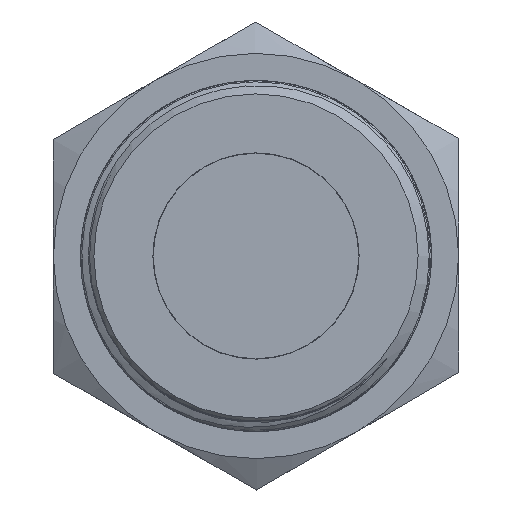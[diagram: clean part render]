
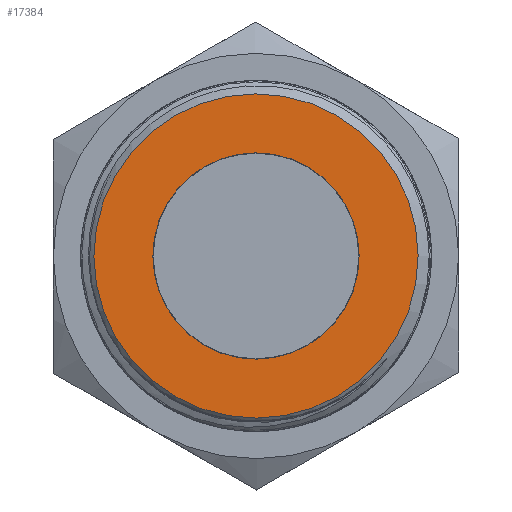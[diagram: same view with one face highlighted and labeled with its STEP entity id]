
A CAD part, left-side view. The second image highlights one B-rep face of the part: STEP entity #17384.
In plain terms, the highlighted planar face has unit normal (-1, 0, 0).
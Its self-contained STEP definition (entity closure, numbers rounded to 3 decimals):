
#245=FACE_BOUND('',#2973,.T.);
#984=PLANE('',#18249);
#1951=FACE_OUTER_BOUND('',#2972,.T.);
#2972=EDGE_LOOP('',(#16036));
#2973=EDGE_LOOP('',(#16037));
#3326=CIRCLE('',#18250,22.);
#3327=CIRCLE('',#18251,14.);
#8305=VERTEX_POINT('',#51105);
#8306=VERTEX_POINT('',#51107);
#10905=EDGE_CURVE('',#8305,#8305,#3326,.T.);
#10906=EDGE_CURVE('',#8306,#8306,#3327,.T.);
#16036=ORIENTED_EDGE('',*,*,#10905,.T.);
#16037=ORIENTED_EDGE('',*,*,#10906,.T.);
#17384=ADVANCED_FACE('',(#1951,#245),#984,.T.);
#18249=AXIS2_PLACEMENT_3D('',#51104,#20762,#20763);
#18250=AXIS2_PLACEMENT_3D('',#51106,#20764,#20765);
#18251=AXIS2_PLACEMENT_3D('',#51108,#20766,#20767);
#20762=DIRECTION('center_axis',(-1.,0.,0.));
#20763=DIRECTION('ref_axis',(0.,0.,1.));
#20764=DIRECTION('center_axis',(-1.,0.,0.));
#20765=DIRECTION('ref_axis',(0.,1.,0.));
#20766=DIRECTION('center_axis',(1.,0.,0.));
#20767=DIRECTION('ref_axis',(0.,-0.003,1.));
#51104=CARTESIAN_POINT('Origin',(-45.,24.,0.));
#51105=CARTESIAN_POINT('',(-45.,-22.,0.));
#51106=CARTESIAN_POINT('Origin',(-45.,0.,0.));
#51107=CARTESIAN_POINT('',(-45.,-14.,0.));
#51108=CARTESIAN_POINT('Origin',(-45.,0.,0.));
